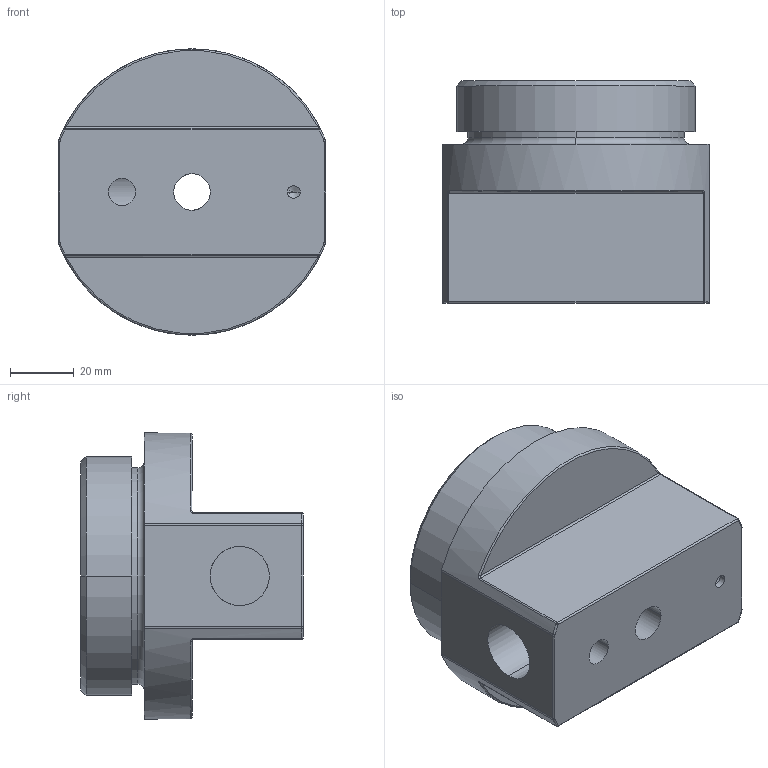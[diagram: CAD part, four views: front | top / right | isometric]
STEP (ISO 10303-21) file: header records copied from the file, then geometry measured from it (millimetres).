
FILE_DESCRIPTION((''),'2;1');
FILE_NAME('WUJING-20240807','2024-08-07T18:10:17',('Administrator'),(''),'CREO PARAMETRIC BY PTC INC, 2023073','CREO PARAMETRIC BY PTC INC, 2023073','');
FILE_SCHEMA(('CONFIG_CONTROL_DESIGN','SHAPE_APPEARANCE_LAYERS_GROUPS'));
Length unit declared in the file: millimetre
Products named in the file (1): WUJING-20240807
Bounding box: 84 x 70 x 90 mm (x, y, z)
Volume: 208190.4 mm3; surface area: 42031.8 mm2
Topology: 1 solids, 1 shells, 83 faces, 193 edges, 114 vertices
Faces by surface type: cylinder 39, plane 18, torus 12, cone 6, sphere 4, bspline 4
Entity records: 2741 total; most frequent: CARTESIAN_POINT 770, DIRECTION 427, ORIENTED_EDGE 382, EDGE_CURVE 191, AXIS2_PLACEMENT_3D 179, VERTEX_POINT 114, CIRCLE 100, EDGE_LOOP 95
